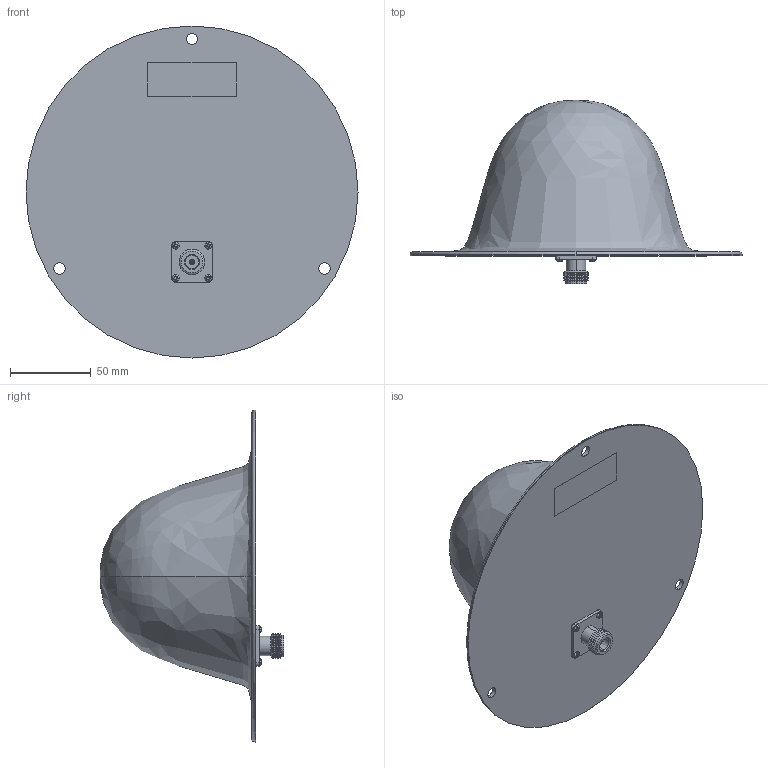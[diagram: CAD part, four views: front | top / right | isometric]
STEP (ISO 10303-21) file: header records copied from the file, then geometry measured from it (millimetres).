
FILE_DESCRIPTION (( 'STEP AP214' ), '1' );
FILE_NAME ('FM51058_3D.step', '2023-01-19T23:34:59', ( '' ), ( '' ), 'SwSTEP 2.0', 'SolidWorks 2022', '' );
FILE_SCHEMA (( 'AUTOMOTIVE_DESIGN' ));
Length unit declared in the file: inch
Products named in the file (3): FM51058; SP93167_N-FEMALE; FM51058_3D
Assembly tree (2 placements, depth 2):
  FM51058_3D
    FM51058
    SP93167_N-FEMALE
Bounding box: 205 x 113.14 x 205 mm (x, y, z)
Volume: 927104.8 mm3; surface area: 89308.3 mm2
Topology: 2 solids, 2 shells, 167 faces, 412 edges, 260 vertices
Faces by surface type: plane 89, cone 36, cylinder 30, torus 10, bspline 2
Entity records: 5229 total; most frequent: CARTESIAN_POINT 1106, DIRECTION 822, ORIENTED_EDGE 816, EDGE_CURVE 408, AXIS2_PLACEMENT_3D 302, VERTEX_POINT 260, VECTOR 218, LINE 218
